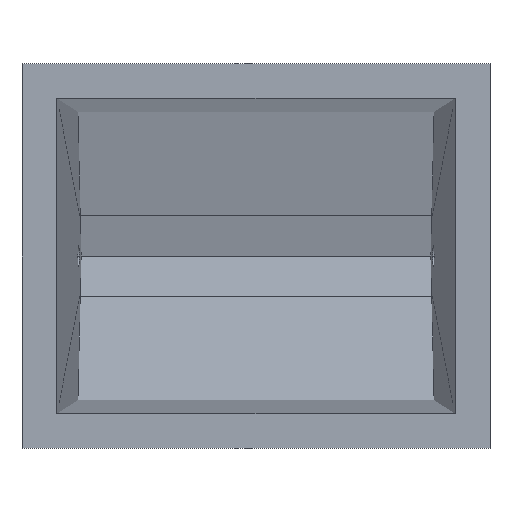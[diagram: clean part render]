
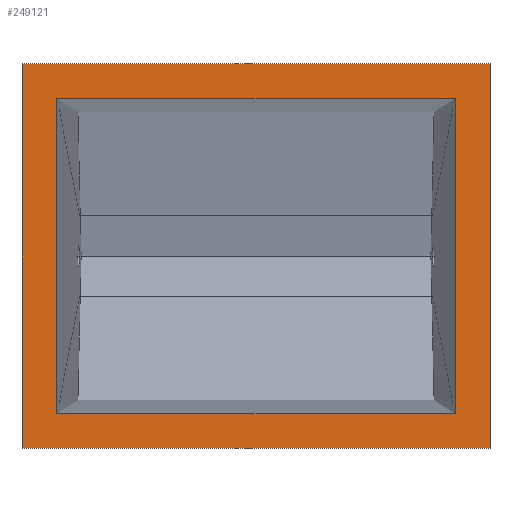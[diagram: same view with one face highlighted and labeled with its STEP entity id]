
A CAD part, front view. The second image highlights one B-rep face of the part: STEP entity #249121.
In plain terms, the highlighted planar face has unit normal (0, -1, 0).
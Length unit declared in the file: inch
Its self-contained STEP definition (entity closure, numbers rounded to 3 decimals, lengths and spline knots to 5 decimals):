
#276 = DIRECTION ( 'NONE',  ( -1., 0., 0. ) ) ;
#1165 = LINE ( 'NONE', #206182, #232538 ) ;
#1236 = CARTESIAN_POINT ( 'NONE',  ( 44.97721, 14.20263, 78.77441 ) ) ;
#5830 = CARTESIAN_POINT ( 'NONE',  ( 49.98164, 14.20263, 28.27621 ) ) ;
#7641 = ORIENTED_EDGE ( 'NONE', *, *, #248634, .T. ) ;
#7847 = VERTEX_POINT ( 'NONE', #11185 ) ;
#9787 = FACE_BOUND ( 'NONE', #121728, .T. ) ;
#10782 = CARTESIAN_POINT ( 'NONE',  ( 49.98164, 14.20263, 28.27621 ) ) ;
#11185 = CARTESIAN_POINT ( 'NONE',  ( 49.98164, 14.20263, 83.77621 ) ) ;
#19287 = DIRECTION ( 'NONE',  ( -1., 0., 0. ) ) ;
#19644 = CARTESIAN_POINT ( 'NONE',  ( -17.51836, 14.20263, 83.77621 ) ) ;
#30003 = FACE_OUTER_BOUND ( 'NONE', #154126, .T. ) ;
#32669 = DIRECTION ( 'NONE',  ( 0., 0., -1. ) ) ;
#37011 = VERTEX_POINT ( 'NONE', #1236 ) ;
#41084 = LINE ( 'NONE', #123208, #201230 ) ;
#50677 = CARTESIAN_POINT ( 'NONE',  ( -17.51836, 14.20263, 28.27621 ) ) ;
#53978 = EDGE_CURVE ( 'NONE', #190962, #37011, #1165, .T. ) ;
#68507 = LINE ( 'NONE', #111498, #139364 ) ;
#72460 = CARTESIAN_POINT ( 'NONE',  ( 44.97721, 14.20263, 33.27801 ) ) ;
#79851 = LINE ( 'NONE', #204038, #106199 ) ;
#84059 = EDGE_CURVE ( 'NONE', #202491, #248545, #215278, .T. ) ;
#89747 = ORIENTED_EDGE ( 'NONE', *, *, #118196, .F. ) ;
#92885 = DIRECTION ( 'NONE',  ( 0., 0., 1. ) ) ;
#94760 = ORIENTED_EDGE ( 'NONE', *, *, #179463, .T. ) ;
#98446 = VECTOR ( 'NONE', #276, 39.37008 ) ;
#102614 = LINE ( 'NONE', #147131, #98446 ) ;
#106199 = VECTOR ( 'NONE', #19287, 39.37008 ) ;
#107501 = DIRECTION ( 'NONE',  ( 0., 0., -1. ) ) ;
#111498 = CARTESIAN_POINT ( 'NONE',  ( -12.51393, 14.20263, 33.27801 ) ) ;
#117578 = VERTEX_POINT ( 'NONE', #178986 ) ;
#118196 = EDGE_CURVE ( 'NONE', #37011, #264762, #79851, .T. ) ;
#121728 = EDGE_LOOP ( 'NONE', ( #89747, #213497, #229414, #207194 ) ) ;
#123208 = CARTESIAN_POINT ( 'NONE',  ( -17.51836, 14.20263, 28.27621 ) ) ;
#129159 = CARTESIAN_POINT ( 'NONE',  ( -12.51393, 14.20263, 78.77441 ) ) ;
#133678 = PLANE ( 'NONE',  #175702 ) ;
#134323 = ORIENTED_EDGE ( 'NONE', *, *, #84059, .T. ) ;
#138016 = VECTOR ( 'NONE', #142193, 39.37008 ) ;
#139364 = VECTOR ( 'NONE', #107501, 39.37008 ) ;
#139554 = CARTESIAN_POINT ( 'NONE',  ( 44.97721, 14.20263, 33.27801 ) ) ;
#140810 = EDGE_CURVE ( 'NONE', #117578, #190962, #239453, .T. ) ;
#142193 = DIRECTION ( 'NONE',  ( 0., 0., -1. ) ) ;
#147131 = CARTESIAN_POINT ( 'NONE',  ( 49.98164, 14.20263, 83.77621 ) ) ;
#151244 = ORIENTED_EDGE ( 'NONE', *, *, #260578, .T. ) ;
#154126 = EDGE_LOOP ( 'NONE', ( #7641, #94760, #151244, #134323 ) ) ;
#158493 = DIRECTION ( 'NONE',  ( 1., 0., 0. ) ) ;
#166495 = CARTESIAN_POINT ( 'NONE',  ( -13.76836, 14.20263, 80.02621 ) ) ;
#175702 = AXIS2_PLACEMENT_3D ( 'NONE', #166495, #234925, #32669 ) ;
#175796 = VECTOR ( 'NONE', #92885, 39.37008 ) ;
#178986 = CARTESIAN_POINT ( 'NONE',  ( -12.51393, 14.20263, 33.27801 ) ) ;
#179463 = EDGE_CURVE ( 'NONE', #192132, #7847, #234599, .T. ) ;
#186662 = DIRECTION ( 'NONE',  ( 1., 0., 0. ) ) ;
#190962 = VERTEX_POINT ( 'NONE', #72460 ) ;
#191301 = CARTESIAN_POINT ( 'NONE',  ( -17.51836, 14.20263, 83.77621 ) ) ;
#192132 = VERTEX_POINT ( 'NONE', #5830 ) ;
#201230 = VECTOR ( 'NONE', #186662, 39.37008 ) ;
#202491 = VERTEX_POINT ( 'NONE', #191301 ) ;
#204038 = CARTESIAN_POINT ( 'NONE',  ( -12.51393, 14.20263, 78.77441 ) ) ;
#206182 = CARTESIAN_POINT ( 'NONE',  ( 44.97721, 14.20263, 78.77441 ) ) ;
#207194 = ORIENTED_EDGE ( 'NONE', *, *, #255380, .F. ) ;
#213497 = ORIENTED_EDGE ( 'NONE', *, *, #53978, .F. ) ;
#215278 = LINE ( 'NONE', #19644, #138016 ) ;
#227872 = VECTOR ( 'NONE', #158493, 39.37008 ) ;
#229414 = ORIENTED_EDGE ( 'NONE', *, *, #140810, .F. ) ;
#232538 = VECTOR ( 'NONE', #249215, 39.37008 ) ;
#234599 = LINE ( 'NONE', #10782, #175796 ) ;
#234925 = DIRECTION ( 'NONE',  ( 0., -1., 0. ) ) ;
#239453 = LINE ( 'NONE', #139554, #227872 ) ;
#248545 = VERTEX_POINT ( 'NONE', #50677 ) ;
#248634 = EDGE_CURVE ( 'NONE', #248545, #192132, #41084, .T. ) ;
#249121 = ADVANCED_FACE ( 'NONE', ( #30003, #9787 ), #133678, .T. ) ;
#249215 = DIRECTION ( 'NONE',  ( 0., 0., 1. ) ) ;
#255380 = EDGE_CURVE ( 'NONE', #264762, #117578, #68507, .T. ) ;
#260578 = EDGE_CURVE ( 'NONE', #7847, #202491, #102614, .T. ) ;
#264762 = VERTEX_POINT ( 'NONE', #129159 ) ;
